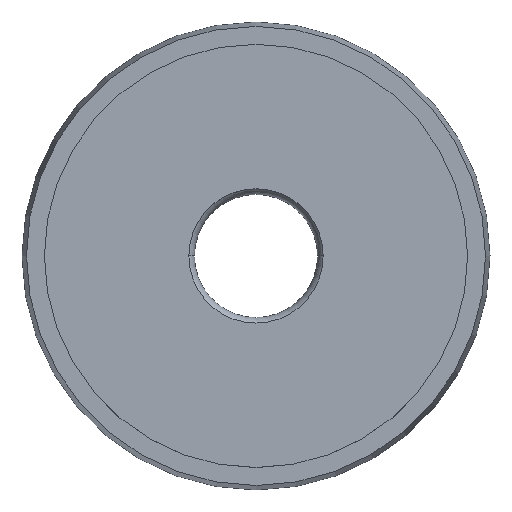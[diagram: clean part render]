
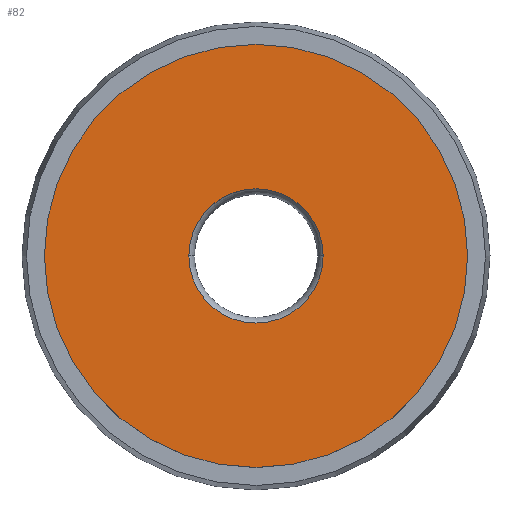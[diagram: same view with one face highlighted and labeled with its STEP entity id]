
A CAD part, top view. The second image highlights one B-rep face of the part: STEP entity #82.
In plain terms, the highlighted planar face has unit normal (0, 0, 1).
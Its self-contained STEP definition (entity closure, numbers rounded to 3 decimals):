
#43 = VERTEX_POINT ( 'NONE', #238 ) ;
#45 = DIRECTION ( 'NONE',  ( 0., 0., 1. ) ) ;
#67 = EDGE_CURVE ( 'NONE', #523, #43, #294, .T. ) ;
#82 = ADVANCED_FACE ( 'NONE', ( #345, #315 ), #538, .F. ) ;
#83 = AXIS2_PLACEMENT_3D ( 'NONE', #446, #96, #499 ) ;
#94 = CARTESIAN_POINT ( 'NONE',  ( 0., 0., 0. ) ) ;
#96 = DIRECTION ( 'NONE',  ( 0., 0., 1. ) ) ;
#111 = EDGE_CURVE ( 'NONE', #43, #523, #165, .T. ) ;
#135 = CARTESIAN_POINT ( 'NONE',  ( 0., 0., 0. ) ) ;
#149 = VERTEX_POINT ( 'NONE', #492 ) ;
#165 = CIRCLE ( 'NONE', #83, 3. ) ;
#186 = EDGE_CURVE ( 'NONE', #149, #622, #503, .T. ) ;
#191 = ORIENTED_EDGE ( 'NONE', *, *, #186, .T. ) ;
#194 = AXIS2_PLACEMENT_3D ( 'NONE', #135, #45, #353 ) ;
#207 = DIRECTION ( 'NONE',  ( 1., 0., 0. ) ) ;
#233 = CARTESIAN_POINT ( 'NONE',  ( 0., 0., 0. ) ) ;
#238 = CARTESIAN_POINT ( 'NONE',  ( 3., 0., 0. ) ) ;
#240 = ORIENTED_EDGE ( 'NONE', *, *, #111, .F. ) ;
#260 = DIRECTION ( 'NONE',  ( 1., 0., 0. ) ) ;
#274 = CARTESIAN_POINT ( 'NONE',  ( -3., 0., 0. ) ) ;
#294 = CIRCLE ( 'NONE', #368, 3. ) ;
#311 = DIRECTION ( 'NONE',  ( 0., 0., 1. ) ) ;
#315 = FACE_OUTER_BOUND ( 'NONE', #377, .T. ) ;
#319 = CARTESIAN_POINT ( 'NONE',  ( 9.45, 0., 0. ) ) ;
#345 = FACE_BOUND ( 'NONE', #564, .T. ) ;
#353 = DIRECTION ( 'NONE',  ( 1., 0., 0. ) ) ;
#368 = AXIS2_PLACEMENT_3D ( 'NONE', #94, #497, #260 ) ;
#377 = EDGE_LOOP ( 'NONE', ( #421, #191 ) ) ;
#398 = ORIENTED_EDGE ( 'NONE', *, *, #67, .F. ) ;
#421 = ORIENTED_EDGE ( 'NONE', *, *, #440, .T. ) ;
#440 = EDGE_CURVE ( 'NONE', #622, #149, #512, .T. ) ;
#446 = CARTESIAN_POINT ( 'NONE',  ( 0., 0., 0. ) ) ;
#456 = CARTESIAN_POINT ( 'NONE',  ( 0., 0., 0. ) ) ;
#473 = AXIS2_PLACEMENT_3D ( 'NONE', #456, #311, #207 ) ;
#492 = CARTESIAN_POINT ( 'NONE',  ( -9.45, 0., 0. ) ) ;
#497 = DIRECTION ( 'NONE',  ( 0., 0., 1. ) ) ;
#499 = DIRECTION ( 'NONE',  ( 1., 0., 0. ) ) ;
#503 = CIRCLE ( 'NONE', #194, 9.45 ) ;
#512 = CIRCLE ( 'NONE', #473, 9.45 ) ;
#522 = DIRECTION ( 'NONE',  ( -1., 0., 0. ) ) ;
#523 = VERTEX_POINT ( 'NONE', #274 ) ;
#538 = PLANE ( 'NONE',  #540 ) ;
#540 = AXIS2_PLACEMENT_3D ( 'NONE', #233, #591, #522 ) ;
#564 = EDGE_LOOP ( 'NONE', ( #240, #398 ) ) ;
#591 = DIRECTION ( 'NONE',  ( 0., 0., -1. ) ) ;
#622 = VERTEX_POINT ( 'NONE', #319 ) ;
